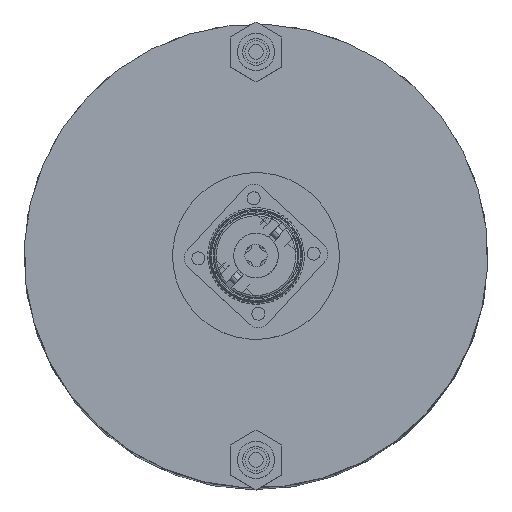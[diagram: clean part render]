
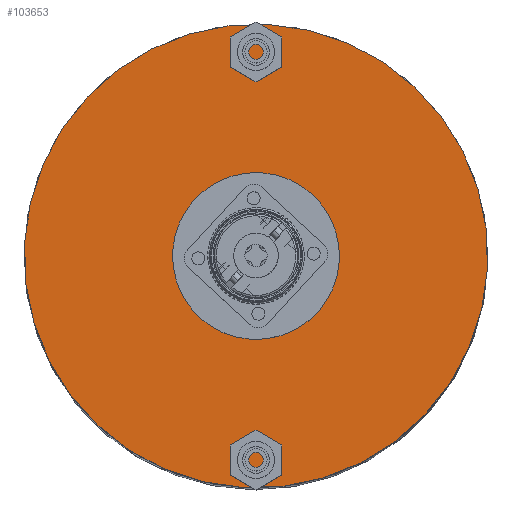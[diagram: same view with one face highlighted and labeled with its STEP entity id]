
A CAD part, top view. The second image highlights one B-rep face of the part: STEP entity #103653.
In plain terms, the highlighted planar face has unit normal (0, 0, 1).
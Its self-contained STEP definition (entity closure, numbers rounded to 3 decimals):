
#228 = DIRECTION ( 'NONE',  ( -1., 0., 0. ) ) ;
#479 = EDGE_CURVE ( 'NONE', #1957, #49232, #43592, .T. ) ;
#1957 = VERTEX_POINT ( 'NONE', #79599 ) ;
#11001 = CARTESIAN_POINT ( 'NONE',  ( 22.5, 0., 35.5 ) ) ;
#12363 = DIRECTION ( 'NONE',  ( -1., 0., 0. ) ) ;
#20462 = CARTESIAN_POINT ( 'NONE',  ( 0., 0., 35.5 ) ) ;
#24517 = EDGE_CURVE ( 'NONE', #49319, #29142, #74374, .T. ) ;
#26284 = AXIS2_PLACEMENT_3D ( 'NONE', #39930, #119240, #49877 ) ;
#29142 = VERTEX_POINT ( 'NONE', #131495 ) ;
#34603 = CARTESIAN_POINT ( 'NONE',  ( 0., 0., 35.5 ) ) ;
#34613 = DIRECTION ( 'NONE',  ( 0., 0., -1. ) ) ;
#36564 = DIRECTION ( 'NONE',  ( 0., 0., 1. ) ) ;
#39930 = CARTESIAN_POINT ( 'NONE',  ( 0., 0., 35.5 ) ) ;
#43244 = ORIENTED_EDGE ( 'NONE', *, *, #102638, .T. ) ;
#43592 = CIRCLE ( 'NONE', #143972, 62.5 ) ;
#45844 = DIRECTION ( 'NONE',  ( 0., 0., -1. ) ) ;
#48012 = PLANE ( 'NONE',  #109536 ) ;
#48700 = AXIS2_PLACEMENT_3D ( 'NONE', #69476, #34613, #228 ) ;
#49232 = VERTEX_POINT ( 'NONE', #99412 ) ;
#49319 = VERTEX_POINT ( 'NONE', #11001 ) ;
#49877 = DIRECTION ( 'NONE',  ( -1., 0., 0. ) ) ;
#51626 = EDGE_LOOP ( 'NONE', ( #88489, #68563 ) ) ;
#51981 = AXIS2_PLACEMENT_3D ( 'NONE', #20462, #45844, #12363 ) ;
#56313 = DIRECTION ( 'NONE',  ( 0., 0., -1. ) ) ;
#67327 = CARTESIAN_POINT ( 'NONE',  ( 0., 0., 35.5 ) ) ;
#68563 = ORIENTED_EDGE ( 'NONE', *, *, #121893, .F. ) ;
#69476 = CARTESIAN_POINT ( 'NONE',  ( 0., 0., 35.5 ) ) ;
#71168 = FACE_BOUND ( 'NONE', #136697, .T. ) ;
#74374 = CIRCLE ( 'NONE', #26284, 22.5 ) ;
#79599 = CARTESIAN_POINT ( 'NONE',  ( -62.5, 0., 35.5 ) ) ;
#88489 = ORIENTED_EDGE ( 'NONE', *, *, #479, .F. ) ;
#97982 = CIRCLE ( 'NONE', #48700, 62.5 ) ;
#99412 = CARTESIAN_POINT ( 'NONE',  ( 62.5, 0., 35.5 ) ) ;
#101559 = FACE_OUTER_BOUND ( 'NONE', #51626, .T. ) ;
#102638 = EDGE_CURVE ( 'NONE', #29142, #49319, #123692, .T. ) ;
#103653 = ADVANCED_FACE ( 'NONE', ( #101559, #71168 ), #48012, .T. ) ;
#109536 = AXIS2_PLACEMENT_3D ( 'NONE', #34603, #36564, #125860 ) ;
#115384 = ORIENTED_EDGE ( 'NONE', *, *, #24517, .T. ) ;
#119240 = DIRECTION ( 'NONE',  ( 0., 0., -1. ) ) ;
#121893 = EDGE_CURVE ( 'NONE', #49232, #1957, #97982, .T. ) ;
#122771 = DIRECTION ( 'NONE',  ( -1., 0., 0. ) ) ;
#123692 = CIRCLE ( 'NONE', #51981, 22.5 ) ;
#125860 = DIRECTION ( 'NONE',  ( 1., 0., 0. ) ) ;
#131495 = CARTESIAN_POINT ( 'NONE',  ( -22.5, 0., 35.5 ) ) ;
#136697 = EDGE_LOOP ( 'NONE', ( #43244, #115384 ) ) ;
#143972 = AXIS2_PLACEMENT_3D ( 'NONE', #67327, #56313, #122771 ) ;
